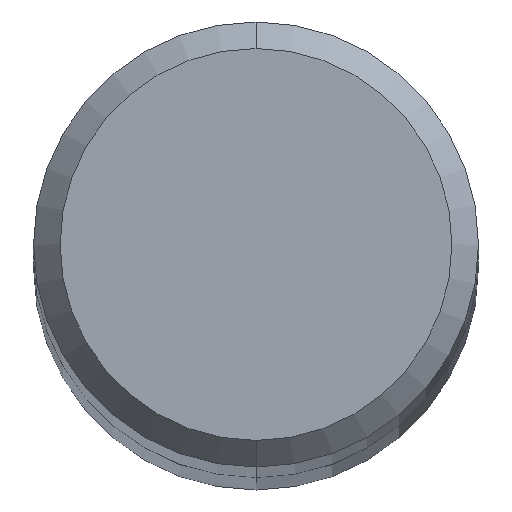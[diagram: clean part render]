
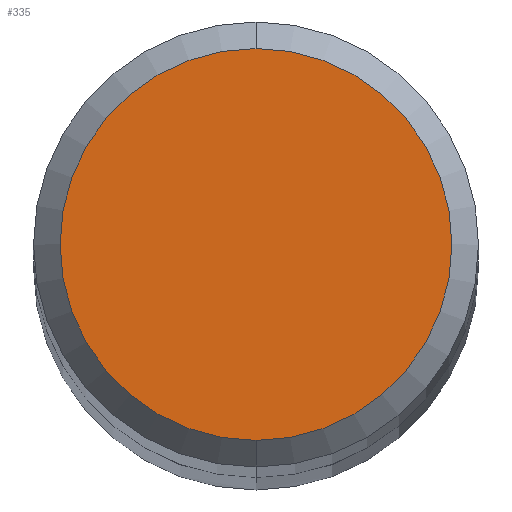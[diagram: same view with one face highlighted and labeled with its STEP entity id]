
A CAD part, top view. The second image highlights one B-rep face of the part: STEP entity #335.
In plain terms, the highlighted planar face has unit normal (0, 0, 1).
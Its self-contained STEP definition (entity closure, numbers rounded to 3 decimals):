
#157=VERTEX_POINT('',#417);
#293=EDGE_CURVE('',#337,#157,#561,.T.);
#335=ADVANCED_FACE('',(#611),#612,.T.);
#337=VERTEX_POINT('',#614);
#377=EDGE_CURVE('',#157,#337,#659,.T.);
#417=CARTESIAN_POINT('',(0.0,2.95,88.0));
#561=CIRCLE('',#1070,2.95);
#611=FACE_OUTER_BOUND('',#1132,.T.);
#612=PLANE('',#1133);
#614=CARTESIAN_POINT('',(0.,-2.95,88.0));
#659=CIRCLE('',#1244,2.95);
#1070=AXIS2_PLACEMENT_3D('',#1392,#1393,#1394);
#1132=EDGE_LOOP('',(#1484,#1485));
#1133=AXIS2_PLACEMENT_3D('',#1486,#1487,#1488);
#1244=AXIS2_PLACEMENT_3D('',#1543,#1544,#1545);
#1392=CARTESIAN_POINT('',(0.0,0.0,88.0));
#1393=DIRECTION('',(0.0,0.0,-1.0));
#1394=DIRECTION('',(0.0,1.0,0.0));
#1484=ORIENTED_EDGE('',*,*,#377,.F.);
#1485=ORIENTED_EDGE('',*,*,#293,.F.);
#1486=CARTESIAN_POINT('',(0.0,1.475,88.0));
#1487=DIRECTION('',(-0.0,0.0,1.0));
#1488=DIRECTION('',(0.0,-1.0,0.0));
#1543=CARTESIAN_POINT('',(0.0,0.0,88.0));
#1544=DIRECTION('',(0.0,0.0,-1.0));
#1545=DIRECTION('',(0.0,1.0,0.0));
